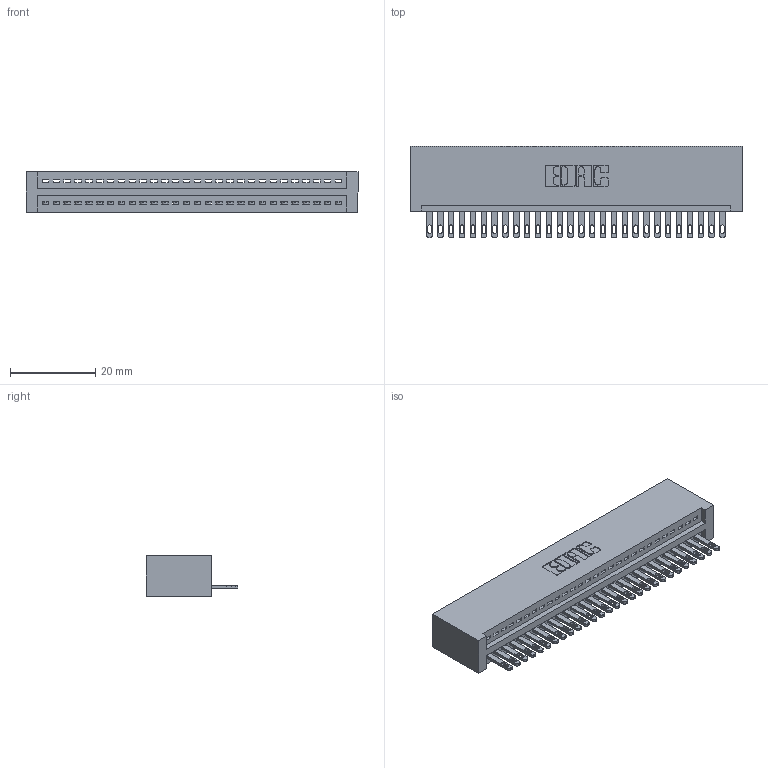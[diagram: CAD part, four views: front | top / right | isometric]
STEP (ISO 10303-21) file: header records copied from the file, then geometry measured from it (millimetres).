
FILE_DESCRIPTION (( 'STEP AP203' ), '1' );
FILE_NAME ('345-028-500-101.STEP', '2018-08-22T07:13:00', ( '' ), ( '' ), 'SwSTEP 2.0', 'SolidWorks 2016', '' );
FILE_SCHEMA (( 'CONFIG_CONTROL_DESIGN' ));
Length unit declared in the file: inch
Products named in the file (3): 345 Part_No Mounting Lugs; 345-292-001_345-293-100; 345-028-500-101
Assembly tree (29 placements, depth 2):
  345-028-500-101
    345 Part_No Mounting Lugs
    345-292-001_345-293-100  x28
Bounding box: 77.72 x 21.51 x 9.4 mm (x, y, z)
Volume: 7869.3 mm3; surface area: 10520.3 mm2
Topology: 29 solids, 29 shells, 1630 faces, 5021 edges, 3346 vertices
Faces by surface type: plane 1028, cylinder 602
Entity records: 22611 total; most frequent: CARTESIAN_POINT 3924, ORIENTED_EDGE 3886, DIRECTION 3443, EDGE_CURVE 1943, LINE 1703, VECTOR 1703, VERTEX_POINT 1294, AXIS2_PLACEMENT_3D 870
